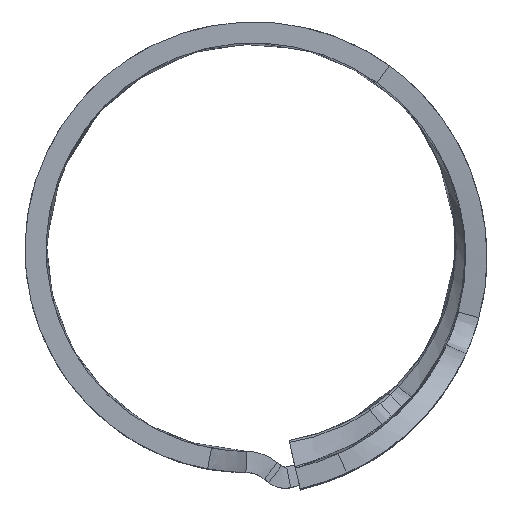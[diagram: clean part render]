
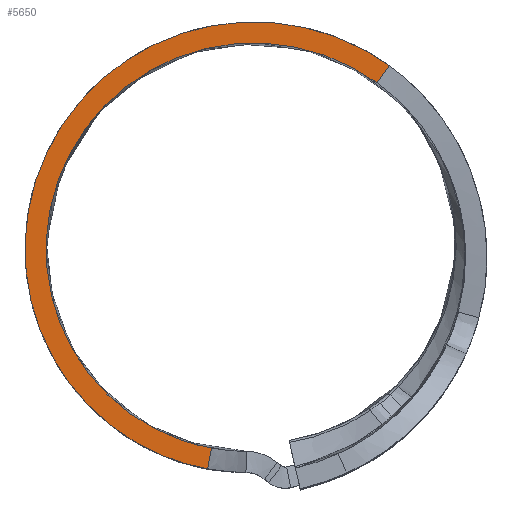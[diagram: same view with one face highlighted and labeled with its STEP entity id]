
A CAD part, top view. The second image highlights one B-rep face of the part: STEP entity #5650.
In plain terms, the highlighted planar face has unit normal (0, 0, 1).
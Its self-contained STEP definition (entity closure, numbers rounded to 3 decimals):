
#37 = CARTESIAN_POINT ( 'NONE',  ( 58.797, 19.647, 7.01 ) ) ;
#142 = VERTEX_POINT ( 'NONE', #12093 ) ;
#274 = CARTESIAN_POINT ( 'NONE',  ( 57.269, 17.33, 7.01 ) ) ;
#285 = CARTESIAN_POINT ( 'NONE',  ( 59.752, 0.423, 7.01 ) ) ;
#1058 = CARTESIAN_POINT ( 'NONE',  ( 60.654, 20.549, 7.01 ) ) ;
#1097 = CARTESIAN_POINT ( 'NONE',  ( 67.211, 20.862, 7.01 ) ) ;
#1210 = CARTESIAN_POINT ( 'NONE',  ( 67.401, 19.849, 7.01 ) ) ;
#1219 = CARTESIAN_POINT ( 'NONE',  ( 61.435, -0.197, 7.01 ) ) ;
#1342 = AXIS2_PLACEMENT_3D ( 'NONE', #2839, #4800, #10468 ) ;
#1838 = CARTESIAN_POINT ( 'NONE',  ( 70.374, 18.244, 7.01 ) ) ;
#2032 = CARTESIAN_POINT ( 'NONE',  ( 56.83, 18.166, 7.01 ) ) ;
#2198 = CARTESIAN_POINT ( 'NONE',  ( 55.827, 3.432, 7.01 ) ) ;
#2226 = VERTEX_POINT ( 'NONE', #4928 ) ;
#2228 = CARTESIAN_POINT ( 'NONE',  ( 54.363, 8.211, 7.01 ) ) ;
#2464 = VERTEX_POINT ( 'NONE', #12162 ) ;
#2566 = VERTEX_POINT ( 'NONE', #9484 ) ;
#2839 = CARTESIAN_POINT ( 'NONE',  ( 64.861, 41.222, 7.01 ) ) ;
#2884 = CARTESIAN_POINT ( 'NONE',  ( 62.275, -0.002, 7.01 ) ) ;
#2955 = CARTESIAN_POINT ( 'NONE',  ( 57.772, 18.962, 7.01 ) ) ;
#3078 = CARTESIAN_POINT ( 'NONE',  ( 70.1, 19.653, 7.01 ) ) ;
#3123 = CARTESIAN_POINT ( 'NONE',  ( 53.733, 12.955, 7.01 ) ) ;
#3173 = CARTESIAN_POINT ( 'NONE',  ( 53.601, 8.118, 7.01 ) ) ;
#3248 = CARTESIAN_POINT ( 'NONE',  ( 57.211, 1.989, 7.01 ) ) ;
#3289 = CARTESIAN_POINT ( 'NONE',  ( 53.395, 10.541, 7.01 ) ) ;
#3821 = PLANE ( 'NONE',  #1342 ) ;
#3981 = CARTESIAN_POINT ( 'NONE',  ( 55.735, 16.95, 7.01 ) ) ;
#4021 = CARTESIAN_POINT ( 'NONE',  ( 69.545, 19.945, 7.01 ) ) ;
#4153 = CARTESIAN_POINT ( 'NONE',  ( 58.186, 1.284, 7.01 ) ) ;
#4177 = CARTESIAN_POINT ( 'NONE',  ( 54.285, 11.863, 7.01 ) ) ;
#4233 = CARTESIAN_POINT ( 'NONE',  ( 59.216, 0.682, 7.01 ) ) ;
#4272 = CARTESIAN_POINT ( 'NONE',  ( 60.676, 0.029, 7.01 ) ) ;
#4800 = DIRECTION ( 'NONE',  ( 0., 0., -1. ) ) ;
#4882 = CARTESIAN_POINT ( 'NONE',  ( 62.251, 20.996, 7.01 ) ) ;
#4922 = CARTESIAN_POINT ( 'NONE',  ( 65.562, 21.155, 7.01 ) ) ;
#4928 = CARTESIAN_POINT ( 'NONE',  ( 62.215, -0.335, 7.01 ) ) ;
#4934 = CARTESIAN_POINT ( 'NONE',  ( 70.572, 18.519, 7.01 ) ) ;
#4966 = CARTESIAN_POINT ( 'NONE',  ( 55.009, 15.952, 7.01 ) ) ;
#5050 = CARTESIAN_POINT ( 'NONE',  ( 68.976, 20.217, 7.01 ) ) ;
#5077 = CARTESIAN_POINT ( 'NONE',  ( 59.732, 1.417, 7.01 ) ) ;
#5650 = ADVANCED_FACE ( 'NONE', ( #9485 ), #3821, .F. ) ;
#5754 = EDGE_CURVE ( 'NONE', #142, #2226, #11773, .T. ) ;
#5858 = CARTESIAN_POINT ( 'NONE',  ( 59.89, 20.239, 7.01 ) ) ;
#5901 = CARTESIAN_POINT ( 'NONE',  ( 63.069, 21.128, 7.01 ) ) ;
#5929 = CARTESIAN_POINT ( 'NONE',  ( 70.204, 18.368, 7.01 ) ) ;
#6090 = CARTESIAN_POINT ( 'NONE',  ( 69.27, 18.998, 7.01 ) ) ;
#6102 = CARTESIAN_POINT ( 'NONE',  ( 53.447, 11.351, 7.01 ) ) ;
#6182 = CARTESIAN_POINT ( 'NONE',  ( 53.473, 8.915, 7.01 ) ) ;
#6787 = CARTESIAN_POINT ( 'NONE',  ( 68.01, 20.625, 7.01 ) ) ;
#6865 = CARTESIAN_POINT ( 'NONE',  ( 70.629, 19.315, 7.01 ) ) ;
#6894 = EDGE_CURVE ( 'NONE', #2464, #2226, #10621, .T. ) ;
#6908 = ORIENTED_EDGE ( 'NONE', *, *, #12065, .F. ) ;
#6969 = EDGE_CURVE ( 'NONE', #2566, #142, #8594, .T. ) ;
#7070 = CARTESIAN_POINT ( 'NONE',  ( 54.355, 5.824, 7.01 ) ) ;
#7099 = CARTESIAN_POINT ( 'NONE',  ( 63.777, 20.434, 7.01 ) ) ;
#7268 = ORIENTED_EDGE ( 'NONE', *, *, #6969, .T. ) ;
#7801 = CARTESIAN_POINT ( 'NONE',  ( 58.446, 19.431, 7.01 ) ) ;
#7841 = CARTESIAN_POINT ( 'NONE',  ( 57.447, 18.707, 7.01 ) ) ;
#7999 = CARTESIAN_POINT ( 'NONE',  ( 61.466, 0.832, 7.01 ) ) ;
#8011 = CARTESIAN_POINT ( 'NONE',  ( 54.911, 4.748, 7.01 ) ) ;
#8090 = CARTESIAN_POINT ( 'NONE',  ( 62.215, -0.335, 7.01 ) ) ;
#8134 = CARTESIAN_POINT ( 'NONE',  ( 55.121, 4.407, 7.01 ) ) ;
#8594 = B_SPLINE_CURVE_WITH_KNOTS ( 'NONE', 3,
 ( #1838, #4934, #9719, #10772 ),
 .UNSPECIFIED., .F., .F.,
 ( 4, 4 ),
 ( 0., 1. ),
 .UNSPECIFIED. ) ;
#8627 = CARTESIAN_POINT ( 'NONE',  ( 62.335, 0.331, 7.01 ) ) ;
#8823 = CARTESIAN_POINT ( 'NONE',  ( 56.393, 17.735, 7.01 ) ) ;
#8834 = CARTESIAN_POINT ( 'NONE',  ( 62.215, -0.335, 7.01 ) ) ;
#8900 = CARTESIAN_POINT ( 'NONE',  ( 70.968, 19.069, 7.01 ) ) ;
#8932 = CARTESIAN_POINT ( 'NONE',  ( 55.631, 15.187, 7.01 ) ) ;
#9011 = CARTESIAN_POINT ( 'NONE',  ( 57.507, 2.965, 7.01 ) ) ;
#9022 = CARTESIAN_POINT ( 'NONE',  ( 53.965, 13.732, 7.01 ) ) ;
#9049 = EDGE_LOOP ( 'NONE', ( #10740, #9823, #6908, #7268 ) ) ;
#9102 = CARTESIAN_POINT ( 'NONE',  ( 53.925, 6.95, 7.01 ) ) ;
#9484 = CARTESIAN_POINT ( 'NONE',  ( 70.374, 18.244, 7.01 ) ) ;
#9485 = FACE_OUTER_BOUND ( 'NONE', #9049, .T. ) ;
#9498 = B_SPLINE_CURVE_WITH_KNOTS ( 'NONE', 3,
 ( #11727, #5929, #6090, #1210, #7099, #11811, #274, #8932, #4177, #2228, #10793, #9011, #5077, #7999, #10833 ),
 .UNSPECIFIED., .F., .F.,
 ( 4, 1, 1, 1, 1, 1, 1, 1, 1, 1, 1, 1, 4 ),
 ( 0., 0.017, 0.092, 0.167, 0.317, 0.392, 0.467, 0.542, 0.692, 0.768, 0.843, 0.918, 1. ),
 .UNSPECIFIED. ) ;
#9633 = CARTESIAN_POINT ( 'NONE',  ( 62.396, 0.664, 7.01 ) ) ;
#9719 = CARTESIAN_POINT ( 'NONE',  ( 70.77, 18.794, 7.01 ) ) ;
#9789 = CARTESIAN_POINT ( 'NONE',  ( 55.993, 17.269, 7.01 ) ) ;
#9823 = ORIENTED_EDGE ( 'NONE', *, *, #6894, .F. ) ;
#9876 = CARTESIAN_POINT ( 'NONE',  ( 69.169, 20.13, 7.01 ) ) ;
#9918 = CARTESIAN_POINT ( 'NONE',  ( 58.689, 0.961, 7.01 ) ) ;
#10033 = CARTESIAN_POINT ( 'NONE',  ( 56.621, 2.527, 7.01 ) ) ;
#10468 = DIRECTION ( 'NONE',  ( 0., 1., 0. ) ) ;
#10621 = B_SPLINE_CURVE_WITH_KNOTS ( 'NONE', 3,
 ( #9633, #8627, #2884, #8834 ),
 .UNSPECIFIED., .F., .F.,
 ( 4, 4 ),
 ( 0., 1. ),
 .UNSPECIFIED. ) ;
#10740 = ORIENTED_EDGE ( 'NONE', *, *, #5754, .T. ) ;
#10761 = CARTESIAN_POINT ( 'NONE',  ( 55.609, 16.785, 7.01 ) ) ;
#10772 = CARTESIAN_POINT ( 'NONE',  ( 70.968, 19.069, 7.01 ) ) ;
#10793 = CARTESIAN_POINT ( 'NONE',  ( 55.824, 4.992, 7.01 ) ) ;
#10833 = CARTESIAN_POINT ( 'NONE',  ( 62.396, 0.664, 7.01 ) ) ;
#10888 = CARTESIAN_POINT ( 'NONE',  ( 54.528, 5.458, 7.01 ) ) ;
#10969 = CARTESIAN_POINT ( 'NONE',  ( 59.573, 0.506, 7.01 ) ) ;
#11049 = CARTESIAN_POINT ( 'NONE',  ( 54.054, 6.569, 7.01 ) ) ;
#11699 = CARTESIAN_POINT ( 'NONE',  ( 64.736, 21.209, 7.01 ) ) ;
#11727 = CARTESIAN_POINT ( 'NONE',  ( 70.374, 18.244, 7.01 ) ) ;
#11735 = CARTESIAN_POINT ( 'NONE',  ( 54.609, 15.244, 7.01 ) ) ;
#11773 = B_SPLINE_CURVE_WITH_KNOTS ( 'NONE', 3,
 ( #8900, #6865, #3078, #4021, #9876, #5050, #6787, #1097, #4922, #11699, #5901, #4882, #1058, #5858, #37, #7801, #2955, #7841, #2032, #8823, #9789, #3981, #10761, #4966, #11735, #9022, #3123, #6102, #3289, #6182, #3173, #9102, #11049, #7070, #10888, #8011, #8134, #11821, #2198, #10033, #3248, #4153, #9918, #4233, #10969, #285, #4272, #1219, #8090 ),
 .UNSPECIFIED., .F., .F.,
 ( 4, 1, 2, 2, 2, 2, 2, 2, 2, 2, 1, 2, 2, 2, 2, 2, 2, 2, 2, 2, 2, 2, 1, 2, 2, 4 ),
 ( 0., 0.031, 0.047, 0.062, 0.125, 0.188, 0.25, 0.313, 0.344, 0.375, 0.406, 0.422, 0.438, 0.5, 0.563, 0.625, 0.688, 0.719, 0.75, 0.781, 0.813, 0.875, 0.906, 0.922, 0.938, 1. ),
 .UNSPECIFIED. ) ;
#11811 = CARTESIAN_POINT ( 'NONE',  ( 60.15, 19.523, 7.01 ) ) ;
#11821 = CARTESIAN_POINT ( 'NONE',  ( 55.579, 3.749, 7.01 ) ) ;
#12065 = EDGE_CURVE ( 'NONE', #2566, #2464, #9498, .T. ) ;
#12093 = CARTESIAN_POINT ( 'NONE',  ( 70.968, 19.069, 7.01 ) ) ;
#12162 = CARTESIAN_POINT ( 'NONE',  ( 62.396, 0.664, 7.01 ) ) ;
